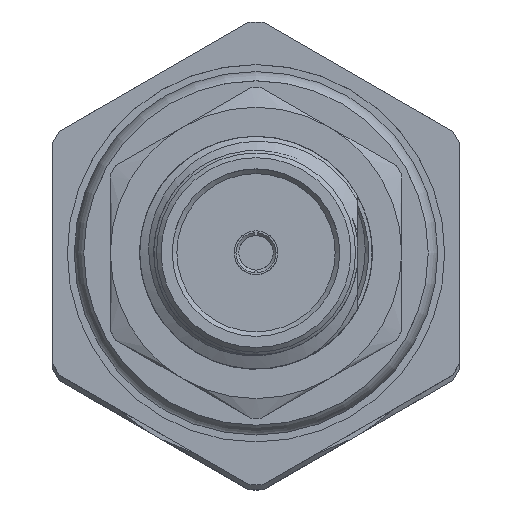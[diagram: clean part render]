
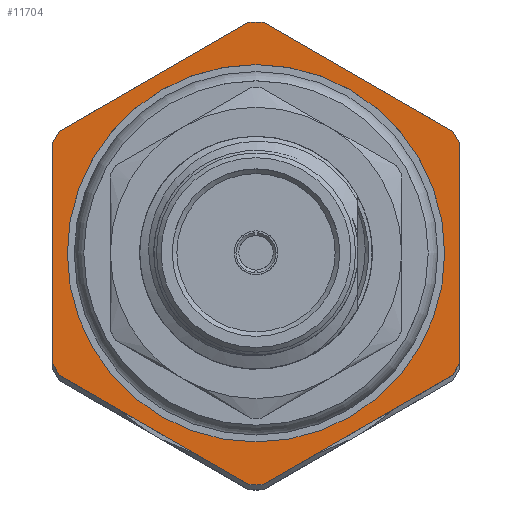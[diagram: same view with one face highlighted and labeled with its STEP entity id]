
A CAD part, top view. The second image highlights one B-rep face of the part: STEP entity #11704.
In plain terms, the highlighted face is planar.
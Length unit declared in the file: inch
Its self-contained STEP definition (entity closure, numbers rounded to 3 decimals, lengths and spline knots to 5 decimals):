
#301 = EDGE_CURVE ( 'NONE', #16997, #6151, #10921, .T. ) ;
#451 = VERTEX_POINT ( 'NONE', #24263 ) ;
#572 = ORIENTED_EDGE ( 'NONE', *, *, #1886, .F. ) ;
#1096 = DIRECTION ( 'NONE',  ( 1., 0., 0. ) ) ;
#1403 = CARTESIAN_POINT ( 'NONE',  ( 0.415, 0., 0. ) ) ;
#1845 = ORIENTED_EDGE ( 'NONE', *, *, #12267, .F. ) ;
#1860 = DIRECTION ( 'NONE',  ( 1., 0., 0. ) ) ;
#1886 = EDGE_CURVE ( 'NONE', #24088, #5836, #23330, .T. ) ;
#1996 = EDGE_CURVE ( 'NONE', #8285, #24466, #14556, .T. ) ;
#2003 = DIRECTION ( 'NONE',  ( 1., 0., 0. ) ) ;
#2044 = CARTESIAN_POINT ( 'NONE',  ( 0.415, -0.1174, 0.219 ) ) ;
#2518 = VERTEX_POINT ( 'NONE', #5326 ) ;
#2725 = AXIS2_PLACEMENT_3D ( 'NONE', #10249, #8632, #8266 ) ;
#3002 = FACE_OUTER_BOUND ( 'NONE', #21891, .T. ) ;
#3302 = VERTEX_POINT ( 'NONE', #22392 ) ;
#3353 = DIRECTION ( 'NONE',  ( 0., 0., -1. ) ) ;
#3763 = DIRECTION ( 'NONE',  ( 0., 0., -1. ) ) ;
#3864 = CARTESIAN_POINT ( 'NONE',  ( 0.415, -0.24836, -0.00783 ) ) ;
#3964 = VECTOR ( 'NONE', #8637, 39.37008 ) ;
#4118 = CARTESIAN_POINT ( 'NONE',  ( 0.415, 0.24034, 0.02171 ) ) ;
#4308 = CIRCLE ( 'NONE', #10302, 0.24848 ) ;
#4503 = PLANE ( 'NONE',  #2725 ) ;
#4738 = CIRCLE ( 'NONE', #14297, 0.20274 ) ;
#4847 = DIRECTION ( 'NONE',  ( 0., 0., -1. ) ) ;
#5037 = DIRECTION ( 'NONE',  ( 0., 0., -1. ) ) ;
#5087 = VERTEX_POINT ( 'NONE', #5918 ) ;
#5165 = CARTESIAN_POINT ( 'NONE',  ( 0.415, 0., 0. ) ) ;
#5326 = CARTESIAN_POINT ( 'NONE',  ( 0.415, 0.1174, -0.219 ) ) ;
#5333 = DIRECTION ( 'NONE',  ( 0., -1., 0. ) ) ;
#5351 = CARTESIAN_POINT ( 'NONE',  ( 0.415, 0.24836, 0.00783 ) ) ;
#5766 = ORIENTED_EDGE ( 'NONE', *, *, #15554, .T. ) ;
#5836 = VERTEX_POINT ( 'NONE', #5351 ) ;
#5918 = CARTESIAN_POINT ( 'NONE',  ( 0.415, 0.13096, -0.21117 ) ) ;
#6051 = ORIENTED_EDGE ( 'NONE', *, *, #20026, .F. ) ;
#6074 = ORIENTED_EDGE ( 'NONE', *, *, #301, .T. ) ;
#6124 = AXIS2_PLACEMENT_3D ( 'NONE', #19115, #2003, #11602 ) ;
#6151 = VERTEX_POINT ( 'NONE', #3864 ) ;
#6182 = DIRECTION ( 'NONE',  ( 1., 0., 0. ) ) ;
#6257 = VECTOR ( 'NONE', #5333, 39.37008 ) ;
#6601 = EDGE_CURVE ( 'NONE', #2518, #3302, #12681, .T. ) ;
#6894 = AXIS2_PLACEMENT_3D ( 'NONE', #22587, #1860, #3353 ) ;
#7139 = ORIENTED_EDGE ( 'NONE', *, *, #11459, .T. ) ;
#7194 = CARTESIAN_POINT ( 'NONE',  ( 0.415, 0.20274, -0.219 ) ) ;
#7321 = CARTESIAN_POINT ( 'NONE',  ( 0.415, 0., 0. ) ) ;
#7639 = DIRECTION ( 'NONE',  ( 1., 0., 0. ) ) ;
#7763 = ORIENTED_EDGE ( 'NONE', *, *, #17904, .T. ) ;
#8206 = AXIS2_PLACEMENT_3D ( 'NONE', #7321, #1096, #4847 ) ;
#8266 = DIRECTION ( 'NONE',  ( 0., 0., 1. ) ) ;
#8285 = VERTEX_POINT ( 'NONE', #11771 ) ;
#8632 = DIRECTION ( 'NONE',  ( -1., 0., 0. ) ) ;
#8637 = DIRECTION ( 'NONE',  ( 0., 0.5, 0.866 ) ) ;
#8881 = ORIENTED_EDGE ( 'NONE', *, *, #6601, .T. ) ;
#8957 = CARTESIAN_POINT ( 'NONE',  ( 0.415, 0., 0. ) ) ;
#9314 = DIRECTION ( 'NONE',  ( 0., -0.5, 0.866 ) ) ;
#9883 = DIRECTION ( 'NONE',  ( 0., 0.5, -0.866 ) ) ;
#10149 = EDGE_CURVE ( 'NONE', #16997, #3302, #17063, .T. ) ;
#10196 = AXIS2_PLACEMENT_3D ( 'NONE', #8957, #16677, #14925 ) ;
#10249 = CARTESIAN_POINT ( 'NONE',  ( 0.415, 0.20274, 0. ) ) ;
#10302 = AXIS2_PLACEMENT_3D ( 'NONE', #15792, #6182, #19421 ) ;
#10921 = LINE ( 'NONE', #22412, #22885 ) ;
#11027 = VERTEX_POINT ( 'NONE', #23653 ) ;
#11059 = AXIS2_PLACEMENT_3D ( 'NONE', #5165, #18622, #5037 ) ;
#11459 = EDGE_CURVE ( 'NONE', #8285, #5836, #17490, .T. ) ;
#11466 = DIRECTION ( 'NONE',  ( 0., 1., 0. ) ) ;
#11602 = DIRECTION ( 'NONE',  ( 0., 0., -1. ) ) ;
#11704 = ADVANCED_FACE ( 'NONE', ( #23716, #3002 ), #4503, .T. ) ;
#11771 = CARTESIAN_POINT ( 'NONE',  ( 0.415, 0.13096, 0.21117 ) ) ;
#12179 = ORIENTED_EDGE ( 'NONE', *, *, #10149, .F. ) ;
#12267 = EDGE_CURVE ( 'NONE', #11027, #6151, #4308, .T. ) ;
#12681 = LINE ( 'NONE', #7194, #6257 ) ;
#12753 = VECTOR ( 'NONE', #21679, 39.37008 ) ;
#13168 = ORIENTED_EDGE ( 'NONE', *, *, #13448, .T. ) ;
#13292 = LINE ( 'NONE', #23540, #12753 ) ;
#13448 = EDGE_CURVE ( 'NONE', #14484, #14484, #4738, .T. ) ;
#13457 = VECTOR ( 'NONE', #9883, 39.37008 ) ;
#13977 = ORIENTED_EDGE ( 'NONE', *, *, #23912, .F. ) ;
#14249 = ORIENTED_EDGE ( 'NONE', *, *, #1996, .F. ) ;
#14297 = AXIS2_PLACEMENT_3D ( 'NONE', #1403, #7639, #3763 ) ;
#14484 = VERTEX_POINT ( 'NONE', #15915 ) ;
#14556 = CIRCLE ( 'NONE', #8206, 0.24848 ) ;
#14925 = DIRECTION ( 'NONE',  ( 0., 0., -1. ) ) ;
#15554 = EDGE_CURVE ( 'NONE', #11027, #451, #20364, .T. ) ;
#15792 = CARTESIAN_POINT ( 'NONE',  ( 0.415, 0., 0. ) ) ;
#15915 = CARTESIAN_POINT ( 'NONE',  ( 0.415, 0., -0.20274 ) ) ;
#16677 = DIRECTION ( 'NONE',  ( 1., 0., 0. ) ) ;
#16714 = CARTESIAN_POINT ( 'NONE',  ( 0.415, 0.24836, -0.00783 ) ) ;
#16797 = ORIENTED_EDGE ( 'NONE', *, *, #19928, .T. ) ;
#16997 = VERTEX_POINT ( 'NONE', #22751 ) ;
#17063 = CIRCLE ( 'NONE', #11059, 0.24848 ) ;
#17490 = LINE ( 'NONE', #4118, #13457 ) ;
#17553 = EDGE_LOOP ( 'NONE', ( #13168 ) ) ;
#17657 = VECTOR ( 'NONE', #11466, 39.37008 ) ;
#17904 = EDGE_CURVE ( 'NONE', #24088, #5087, #13292, .T. ) ;
#18238 = CARTESIAN_POINT ( 'NONE',  ( 0.415, -0.13897, 0.19729 ) ) ;
#18622 = DIRECTION ( 'NONE',  ( 1., 0., 0. ) ) ;
#19115 = CARTESIAN_POINT ( 'NONE',  ( 0.415, 0., 0. ) ) ;
#19310 = CIRCLE ( 'NONE', #6124, 0.24848 ) ;
#19421 = DIRECTION ( 'NONE',  ( 0., 0., -1. ) ) ;
#19726 = CARTESIAN_POINT ( 'NONE',  ( 0.415, 0.1174, 0.219 ) ) ;
#19928 = EDGE_CURVE ( 'NONE', #22357, #24466, #24431, .T. ) ;
#20026 = EDGE_CURVE ( 'NONE', #2518, #5087, #23625, .T. ) ;
#20364 = LINE ( 'NONE', #18238, #3964 ) ;
#21679 = DIRECTION ( 'NONE',  ( 0., -0.5, -0.866 ) ) ;
#21891 = EDGE_LOOP ( 'NONE', ( #5766, #13977, #16797, #14249, #7139, #572, #7763, #6051, #8881, #12179, #6074, #1845 ) ) ;
#22357 = VERTEX_POINT ( 'NONE', #2044 ) ;
#22392 = CARTESIAN_POINT ( 'NONE',  ( 0.415, -0.1174, -0.219 ) ) ;
#22412 = CARTESIAN_POINT ( 'NONE',  ( 0.415, -0.13897, -0.19729 ) ) ;
#22587 = CARTESIAN_POINT ( 'NONE',  ( 0.415, 0., 0. ) ) ;
#22712 = CARTESIAN_POINT ( 'NONE',  ( 0.415, 0.20274, 0.219 ) ) ;
#22751 = CARTESIAN_POINT ( 'NONE',  ( 0.415, -0.13096, -0.21117 ) ) ;
#22885 = VECTOR ( 'NONE', #9314, 39.37008 ) ;
#23330 = CIRCLE ( 'NONE', #10196, 0.24848 ) ;
#23540 = CARTESIAN_POINT ( 'NONE',  ( 0.415, 0.24034, -0.02171 ) ) ;
#23625 = CIRCLE ( 'NONE', #6894, 0.24848 ) ;
#23653 = CARTESIAN_POINT ( 'NONE',  ( 0.415, -0.24836, 0.00783 ) ) ;
#23716 = FACE_BOUND ( 'NONE', #17553, .T. ) ;
#23912 = EDGE_CURVE ( 'NONE', #22357, #451, #19310, .T. ) ;
#24088 = VERTEX_POINT ( 'NONE', #16714 ) ;
#24263 = CARTESIAN_POINT ( 'NONE',  ( 0.415, -0.13096, 0.21117 ) ) ;
#24431 = LINE ( 'NONE', #22712, #17657 ) ;
#24466 = VERTEX_POINT ( 'NONE', #19726 ) ;
